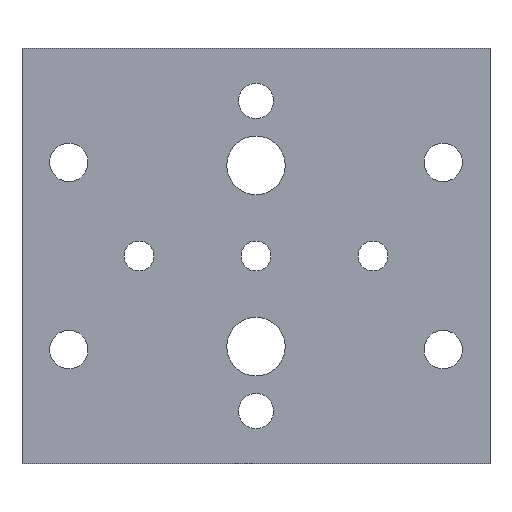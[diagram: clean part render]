
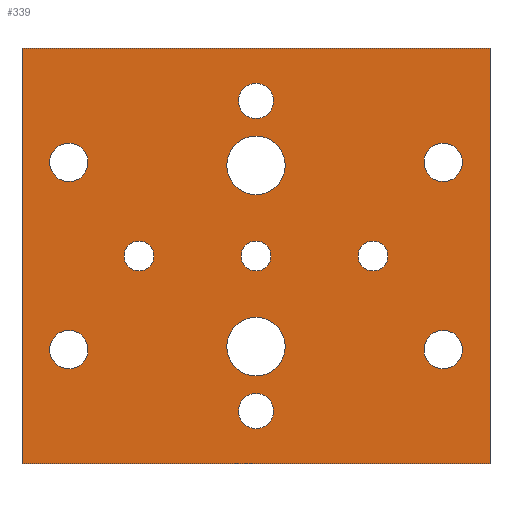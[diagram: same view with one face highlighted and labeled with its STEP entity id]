
A CAD part, front view. The second image highlights one B-rep face of the part: STEP entity #339.
In plain terms, the highlighted planar face has unit normal (0, -1, 0).
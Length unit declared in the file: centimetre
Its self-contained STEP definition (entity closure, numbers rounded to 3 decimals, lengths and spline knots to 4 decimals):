
#35=CIRCLE('',#346,0.2604);
#37=CIRCLE('',#349,0.2604);
#39=CIRCLE('',#352,0.2604);
#41=CIRCLE('',#355,0.2032);
#43=CIRCLE('',#358,0.2032);
#45=CIRCLE('',#361,0.2032);
#47=CIRCLE('',#364,0.2381);
#49=CIRCLE('',#367,0.2381);
#51=CIRCLE('',#370,0.3969);
#53=CIRCLE('',#373,0.3969);
#55=CIRCLE('',#376,0.2604);
#69=VERTEX_POINT('',#468);
#70=VERTEX_POINT('',#470);
#72=VERTEX_POINT('',#476);
#74=VERTEX_POINT('',#482);
#76=VERTEX_POINT('',#491);
#78=VERTEX_POINT('',#496);
#80=VERTEX_POINT('',#501);
#82=VERTEX_POINT('',#506);
#84=VERTEX_POINT('',#511);
#86=VERTEX_POINT('',#516);
#88=VERTEX_POINT('',#521);
#90=VERTEX_POINT('',#526);
#92=VERTEX_POINT('',#531);
#94=VERTEX_POINT('',#536);
#96=VERTEX_POINT('',#541);
#99=VECTOR('',#382,1.);
#103=VECTOR('',#387,1.);
#106=VECTOR('',#391,1.);
#108=VECTOR('',#394,1.);
#111=LINE('',#469,#99);
#115=LINE('',#477,#103);
#118=LINE('',#483,#106);
#120=LINE('',#486,#108);
#123=EDGE_CURVE('',#69,#70,#111,.T.);
#127=EDGE_CURVE('',#72,#69,#115,.T.);
#130=EDGE_CURVE('',#74,#72,#118,.T.);
#132=EDGE_CURVE('',#70,#74,#120,.T.);
#134=EDGE_CURVE('',#76,#76,#35,.T.);
#136=EDGE_CURVE('',#78,#78,#37,.T.);
#138=EDGE_CURVE('',#80,#80,#39,.T.);
#140=EDGE_CURVE('',#82,#82,#41,.T.);
#142=EDGE_CURVE('',#84,#84,#43,.T.);
#144=EDGE_CURVE('',#86,#86,#45,.T.);
#146=EDGE_CURVE('',#88,#88,#47,.T.);
#148=EDGE_CURVE('',#90,#90,#49,.T.);
#150=EDGE_CURVE('',#92,#92,#51,.T.);
#152=EDGE_CURVE('',#94,#94,#53,.T.);
#154=EDGE_CURVE('',#96,#96,#55,.T.);
#208=ORIENTED_EDGE('',*,*,#154,.T.);
#209=ORIENTED_EDGE('',*,*,#152,.T.);
#210=ORIENTED_EDGE('',*,*,#150,.T.);
#211=ORIENTED_EDGE('',*,*,#148,.T.);
#212=ORIENTED_EDGE('',*,*,#146,.T.);
#213=ORIENTED_EDGE('',*,*,#144,.T.);
#214=ORIENTED_EDGE('',*,*,#142,.T.);
#215=ORIENTED_EDGE('',*,*,#140,.T.);
#216=ORIENTED_EDGE('',*,*,#138,.T.);
#217=ORIENTED_EDGE('',*,*,#136,.T.);
#218=ORIENTED_EDGE('',*,*,#134,.T.);
#219=ORIENTED_EDGE('',*,*,#132,.F.);
#220=ORIENTED_EDGE('',*,*,#123,.F.);
#221=ORIENTED_EDGE('',*,*,#127,.F.);
#222=ORIENTED_EDGE('',*,*,#130,.F.);
#261=EDGE_LOOP('',(#208));
#262=EDGE_LOOP('',(#209));
#263=EDGE_LOOP('',(#210));
#264=EDGE_LOOP('',(#211));
#265=EDGE_LOOP('',(#212));
#266=EDGE_LOOP('',(#213));
#267=EDGE_LOOP('',(#214));
#268=EDGE_LOOP('',(#215));
#269=EDGE_LOOP('',(#216));
#270=EDGE_LOOP('',(#217));
#271=EDGE_LOOP('',(#218));
#272=EDGE_LOOP('',(#219,#220,#221,#222));
#311=FACE_BOUND('',#261,.T.);
#312=FACE_BOUND('',#262,.T.);
#313=FACE_BOUND('',#263,.T.);
#314=FACE_BOUND('',#264,.T.);
#315=FACE_BOUND('',#265,.T.);
#316=FACE_BOUND('',#266,.T.);
#317=FACE_BOUND('',#267,.T.);
#318=FACE_BOUND('',#268,.T.);
#319=FACE_BOUND('',#269,.T.);
#320=FACE_BOUND('',#270,.T.);
#321=FACE_BOUND('',#271,.T.);
#322=FACE_BOUND('',#272,.T.);
#339=ADVANCED_FACE('',(#311,#312,#313,#314,#315,#316,#317,#318,#319,#320,
#321,#322),#549,.F.);
#346=AXIS2_PLACEMENT_3D('',#490,#399,#400);
#349=AXIS2_PLACEMENT_3D('',#495,#405,#406);
#352=AXIS2_PLACEMENT_3D('',#500,#411,#412);
#355=AXIS2_PLACEMENT_3D('',#505,#417,#418);
#358=AXIS2_PLACEMENT_3D('',#510,#423,#424);
#361=AXIS2_PLACEMENT_3D('',#515,#429,#430);
#364=AXIS2_PLACEMENT_3D('',#520,#435,#436);
#367=AXIS2_PLACEMENT_3D('',#525,#441,#442);
#370=AXIS2_PLACEMENT_3D('',#530,#447,#448);
#373=AXIS2_PLACEMENT_3D('',#535,#453,#454);
#376=AXIS2_PLACEMENT_3D('',#540,#459,#460);
#378=AXIS2_PLACEMENT_3D('',#543,#462,$);
#382=DIRECTION('',(1.,0.,0.));
#387=DIRECTION('',(0.,0.,1.));
#391=DIRECTION('',(-1.,0.,0.));
#394=DIRECTION('',(0.,0.,-1.));
#399=DIRECTION('',(0.,1.,0.));
#400=DIRECTION('',(0.26,0.,0.));
#405=DIRECTION('',(0.,1.,0.));
#406=DIRECTION('',(0.26,0.,0.));
#411=DIRECTION('',(0.,1.,0.));
#412=DIRECTION('',(0.26,0.,0.));
#417=DIRECTION('',(0.,1.,0.));
#418=DIRECTION('',(0.203,0.,0.));
#423=DIRECTION('',(0.,1.,0.));
#424=DIRECTION('',(0.203,0.,0.));
#429=DIRECTION('',(0.,1.,0.));
#430=DIRECTION('',(0.203,0.,0.));
#435=DIRECTION('',(0.,1.,0.));
#436=DIRECTION('',(0.238,0.,0.));
#441=DIRECTION('',(0.,1.,0.));
#442=DIRECTION('',(0.238,0.,0.));
#447=DIRECTION('',(0.,1.,0.));
#448=DIRECTION('',(0.397,0.,0.));
#453=DIRECTION('',(0.,1.,0.));
#454=DIRECTION('',(0.397,0.,0.));
#459=DIRECTION('',(0.,1.,0.));
#460=DIRECTION('',(0.26,0.,0.));
#462=DIRECTION('',(0.,1.,0.));
#468=CARTESIAN_POINT('',(-3.175,0.,-27.7019));
#469=CARTESIAN_POINT('',(-3.175,0.,-27.7019));
#470=CARTESIAN_POINT('',(3.175,0.,-27.7019));
#476=CARTESIAN_POINT('',(-3.175,0.,-33.3375));
#477=CARTESIAN_POINT('',(-3.175,0.,-33.3375));
#482=CARTESIAN_POINT('',(3.175,0.,-33.3375));
#483=CARTESIAN_POINT('',(3.175,0.,-33.3375));
#486=CARTESIAN_POINT('',(3.175,0.,-27.7019));
#490=CARTESIAN_POINT('',(2.54,0.,-29.2497));
#491=CARTESIAN_POINT('',(2.8003,0.,-29.2497));
#495=CARTESIAN_POINT('',(-2.54,0.,-29.2497));
#496=CARTESIAN_POINT('',(-2.2797,0.,-29.2497));
#500=CARTESIAN_POINT('',(-2.54,0.,-31.7897));
#501=CARTESIAN_POINT('',(-2.2797,0.,-31.7897));
#505=CARTESIAN_POINT('',(-1.5875,0.,-30.5197));
#506=CARTESIAN_POINT('',(-1.3843,0.,-30.5197));
#510=CARTESIAN_POINT('',(1.5875,0.,-30.5197));
#511=CARTESIAN_POINT('',(1.7907,0.,-30.5197));
#515=CARTESIAN_POINT('',(0.,0.,-30.5197));
#516=CARTESIAN_POINT('',(0.2032,0.,-30.5197));
#520=CARTESIAN_POINT('',(0.,0.,-28.4163));
#521=CARTESIAN_POINT('',(0.2381,0.,-28.4163));
#525=CARTESIAN_POINT('',(0.,0.,-32.6231));
#526=CARTESIAN_POINT('',(0.2381,0.,-32.6231));
#530=CARTESIAN_POINT('',(0.,0.,-29.2894));
#531=CARTESIAN_POINT('',(0.3969,0.,-29.2894));
#535=CARTESIAN_POINT('',(0.,0.,-31.75));
#536=CARTESIAN_POINT('',(0.3969,0.,-31.75));
#540=CARTESIAN_POINT('',(2.54,0.,-31.7897));
#541=CARTESIAN_POINT('',(2.8003,0.,-31.7897));
#543=CARTESIAN_POINT('',(0.,0.,-30.5197));
#549=PLANE('',#378);
